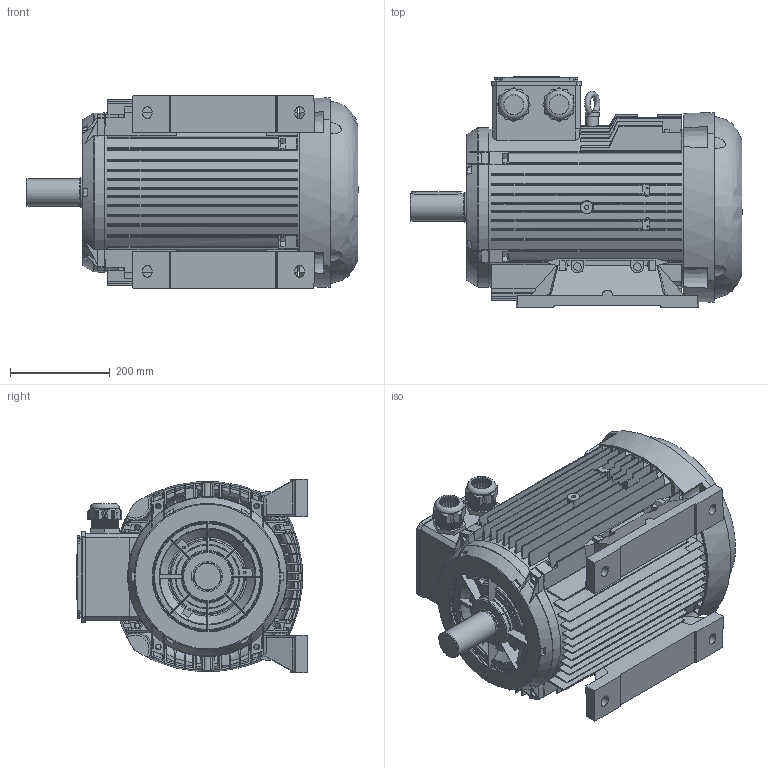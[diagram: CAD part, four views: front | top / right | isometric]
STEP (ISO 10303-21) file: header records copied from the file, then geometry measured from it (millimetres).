
FILE_DESCRIPTION(/* description */ (''),/* implementation_level */ '2;1');
FILE_NAME(/* name */ 'QU200_B3_.stp',/* time_stamp */ '2015-04-08T15:04:54+03:00',/* author */ (''),/* organization */ (''),/* preprocessor_version */ 'ST-DEVELOPER v11',/* originating_system */ 'SIEMENS PLM Software NX 7.5',/* authorisation */ '');
FILE_SCHEMA (('AP203_CONFIGURATION_CONTROLLED_3D_DESIGN_OF_MECHANICAL_PARTS_AND_ASSEMBLIES_MIM_LF'));
Products named in the file (1): AR-000000405669_001
Bounding box: 665 x 462 x 388 mm (x, y, z)
Volume: 13304278.8 mm3; surface area: 3520905.9 mm2
Topology: 12 solids, 17 shells, 4466 faces, 13015 edges, 8653 vertices
Faces by surface type: plane 3206, cylinder 857, torus 208, cone 174, bspline 21
Full cylindrical faces by diameter (mm): 2.5 x10, 4 x4, 5.5 x4, 7.5 x4, 8 x4, 8.5 x2, 10 x9, 11 x8, 11.25 x1, 12.5 x4, 25 x1, 28.125 x1, 39 x2, 40.1 x2, 45.5 x2, 48 x1, 55 x1, 58.1 x2, 60.2 x2, 78 x2, 82 x1, 86 x1, 88 x2, 91 x1, 92 x1, 94 x1, 100 x1, 108.5 x1, 109 x1, 112 x1
Entity records: 175159 total; most frequent: CARTESIAN_POINT 50510, ORIENTED_EDGE 25602, DIRECTION 22836, EDGE_CURVE 12801, LINE 9270, VECTOR 9270, VERTEX_POINT 8615, AXIS2_PLACEMENT_3D 6783
